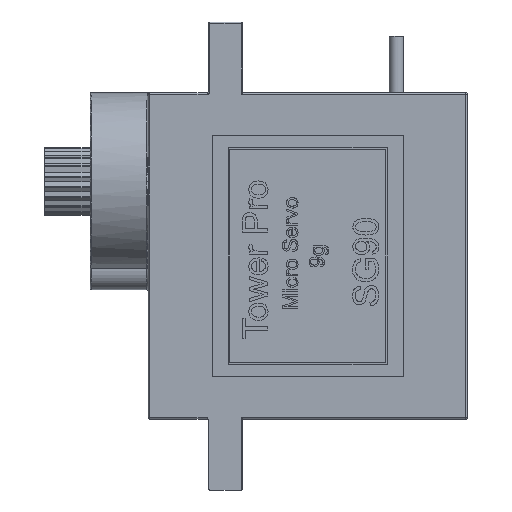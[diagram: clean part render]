
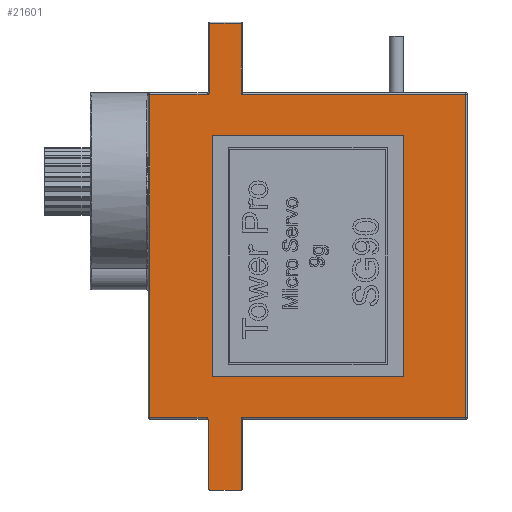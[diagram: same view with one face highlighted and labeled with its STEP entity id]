
A CAD part, left-side view. The second image highlights one B-rep face of the part: STEP entity #21601.
In plain terms, the highlighted planar face has unit normal (-1, 0, 0).
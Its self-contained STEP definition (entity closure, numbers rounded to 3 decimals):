
#166=FACE_BOUND('',#5555,.T.);
#258=PLANE('',#22955);
#767=LINE('',#27635,#2490);
#768=LINE('',#27710,#2491);
#783=LINE('',#28305,#2506);
#785=LINE('',#28308,#2508);
#805=LINE('',#28588,#2528);
#807=LINE('',#28591,#2530);
#813=LINE('',#28619,#2536);
#822=LINE('',#28654,#2545);
#887=LINE('',#28948,#2610);
#889=LINE('',#28951,#2612);
#896=LINE('',#28963,#2619);
#900=LINE('',#28970,#2623);
#908=LINE('',#28986,#2631);
#911=LINE('',#28991,#2634);
#912=LINE('',#28993,#2635);
#913=LINE('',#28997,#2636);
#914=LINE('',#28999,#2637);
#915=LINE('',#29001,#2638);
#916=LINE('',#29002,#2639);
#2490=VECTOR('',#23463,10.);
#2491=VECTOR('',#23468,10.);
#2506=VECTOR('',#23595,10.);
#2508=VECTOR('',#23599,10.);
#2528=VECTOR('',#23705,10.);
#2530=VECTOR('',#23709,10.);
#2536=VECTOR('',#23723,10.);
#2545=VECTOR('',#23744,10.);
#2610=VECTOR('',#23959,10.);
#2612=VECTOR('',#23963,10.);
#2619=VECTOR('',#23976,10.);
#2623=VECTOR('',#23986,10.);
#2631=VECTOR('',#24000,10.);
#2634=VECTOR('',#24005,10.);
#2635=VECTOR('',#24006,10.);
#2636=VECTOR('',#24009,10.);
#2637=VECTOR('',#24010,10.);
#2638=VECTOR('',#24011,10.);
#2639=VECTOR('',#24012,10.);
#4313=FACE_OUTER_BOUND('',#5554,.T.);
#5554=EDGE_LOOP('',(#14513,#14514,#14515,#14516,#14517,#14518,#14519,#14520,
#14521,#14522,#14523,#14524,#14525,#14526,#14527,#14528,#14529,#14530));
#5555=EDGE_LOOP('',(#14531,#14532,#14533,#14534));
#6815=CIRCLE('',#22794,0.2);
#6895=CIRCLE('',#22956,0.1);
#6970=B_SPLINE_CURVE_WITH_KNOTS('',3,(#28422,#28423,#28424,#28425,#28426,
#28427),.UNSPECIFIED.,.F.,.F.,(4,2,4),(0.051,0.058,
0.07),.UNSPECIFIED.);
#8444=VERTEX_POINT('',#27627);
#8445=VERTEX_POINT('',#27634);
#8447=VERTEX_POINT('',#27708);
#8459=VERTEX_POINT('',#28131);
#8465=VERTEX_POINT('',#28145);
#8476=VERTEX_POINT('',#28178);
#8478=VERTEX_POINT('',#28182);
#8483=VERTEX_POINT('',#28200);
#8491=VERTEX_POINT('',#28303);
#8502=VERTEX_POINT('',#28420);
#8503=VERTEX_POINT('',#28421);
#8523=VERTEX_POINT('',#28650);
#8608=VERTEX_POINT('',#28904);
#8615=VERTEX_POINT('',#28922);
#8621=VERTEX_POINT('',#28939);
#8624=VERTEX_POINT('',#28962);
#8629=VERTEX_POINT('',#28985);
#8631=VERTEX_POINT('',#28992);
#8632=VERTEX_POINT('',#28995);
#8633=VERTEX_POINT('',#28996);
#8634=VERTEX_POINT('',#28998);
#8635=VERTEX_POINT('',#29000);
#10675=EDGE_CURVE('',#8444,#8445,#767,.T.);
#10679=EDGE_CURVE('',#8447,#8444,#768,.T.);
#10720=EDGE_CURVE('',#8478,#8476,#6815,.T.);
#10742=EDGE_CURVE('',#8491,#8447,#783,.T.);
#10744=EDGE_CURVE('',#8445,#8483,#785,.T.);
#10762=EDGE_CURVE('',#8502,#8503,#6970,.T.);
#10794=EDGE_CURVE('',#8483,#8478,#805,.T.);
#10796=EDGE_CURVE('',#8476,#8465,#807,.T.);
#10804=EDGE_CURVE('',#8465,#8459,#813,.T.);
#10816=EDGE_CURVE('',#8459,#8523,#822,.T.);
#10933=EDGE_CURVE('',#8523,#8621,#887,.T.);
#10935=EDGE_CURVE('',#8621,#8615,#889,.T.);
#10942=EDGE_CURVE('',#8615,#8624,#896,.T.);
#10947=EDGE_CURVE('',#8624,#8608,#900,.T.);
#10955=EDGE_CURVE('',#8629,#8608,#908,.T.);
#10958=EDGE_CURVE('',#8503,#8491,#911,.T.);
#10959=EDGE_CURVE('',#8502,#8631,#912,.T.);
#10960=EDGE_CURVE('',#8629,#8631,#6895,.T.);
#10961=EDGE_CURVE('',#8632,#8633,#913,.T.);
#10962=EDGE_CURVE('',#8633,#8634,#914,.T.);
#10963=EDGE_CURVE('',#8634,#8635,#915,.T.);
#10964=EDGE_CURVE('',#8635,#8632,#916,.T.);
#14513=ORIENTED_EDGE('',*,*,#10742,.F.);
#14514=ORIENTED_EDGE('',*,*,#10958,.F.);
#14515=ORIENTED_EDGE('',*,*,#10762,.F.);
#14516=ORIENTED_EDGE('',*,*,#10959,.T.);
#14517=ORIENTED_EDGE('',*,*,#10960,.F.);
#14518=ORIENTED_EDGE('',*,*,#10955,.T.);
#14519=ORIENTED_EDGE('',*,*,#10947,.F.);
#14520=ORIENTED_EDGE('',*,*,#10942,.F.);
#14521=ORIENTED_EDGE('',*,*,#10935,.F.);
#14522=ORIENTED_EDGE('',*,*,#10933,.F.);
#14523=ORIENTED_EDGE('',*,*,#10816,.F.);
#14524=ORIENTED_EDGE('',*,*,#10804,.F.);
#14525=ORIENTED_EDGE('',*,*,#10796,.F.);
#14526=ORIENTED_EDGE('',*,*,#10720,.F.);
#14527=ORIENTED_EDGE('',*,*,#10794,.F.);
#14528=ORIENTED_EDGE('',*,*,#10744,.F.);
#14529=ORIENTED_EDGE('',*,*,#10675,.F.);
#14530=ORIENTED_EDGE('',*,*,#10679,.F.);
#14531=ORIENTED_EDGE('',*,*,#10961,.T.);
#14532=ORIENTED_EDGE('',*,*,#10962,.T.);
#14533=ORIENTED_EDGE('',*,*,#10963,.T.);
#14534=ORIENTED_EDGE('',*,*,#10964,.T.);
#21601=ADVANCED_FACE('',(#4313,#166),#258,.T.);
#22794=AXIS2_PLACEMENT_3D('',#28184,#23545,#23546);
#22955=AXIS2_PLACEMENT_3D('',#28990,#24003,#24004);
#22956=AXIS2_PLACEMENT_3D('',#28994,#24007,#24008);
#23463=DIRECTION('',(0.,0.,1.));
#23468=DIRECTION('',(0.,0.,1.));
#23545=DIRECTION('center_axis',(-1.,0.,0.));
#23546=DIRECTION('ref_axis',(0.,-0.707,-0.707));
#23595=DIRECTION('',(0.,0.,1.));
#23599=DIRECTION('',(0.,0.,1.));
#23705=DIRECTION('',(0.,-1.,0.));
#23709=DIRECTION('',(0.,0.,1.));
#23723=DIRECTION('',(0.,-1.,0.));
#23744=DIRECTION('',(0.,0.,-1.));
#23959=DIRECTION('',(0.,-1.,0.));
#23963=DIRECTION('',(0.,0.,-1.));
#23976=DIRECTION('',(0.,1.,0.));
#23986=DIRECTION('',(0.,0.,-1.));
#24000=DIRECTION('',(0.,-1.,0.));
#24003=DIRECTION('center_axis',(-1.,0.,0.));
#24004=DIRECTION('ref_axis',(0.,0.,1.));
#24005=DIRECTION('',(0.,1.,0.));
#24006=DIRECTION('',(0.,0.,-1.));
#24007=DIRECTION('center_axis',(1.,0.,0.));
#24008=DIRECTION('ref_axis',(0.,0.707,-0.707));
#24009=DIRECTION('',(0.,1.,0.));
#24010=DIRECTION('',(0.,0.,1.));
#24011=DIRECTION('',(0.,-1.,0.));
#24012=DIRECTION('',(0.,0.,-1.));
#27627=CARTESIAN_POINT('',(-6.25,22.4,5.25));
#27634=CARTESIAN_POINT('',(-6.25,22.4,6.931));
#27635=CARTESIAN_POINT('',(-6.25,22.4,5.25));
#27708=CARTESIAN_POINT('',(-6.25,22.4,3.569));
#27710=CARTESIAN_POINT('',(-6.25,22.4,5.25));
#28131=CARTESIAN_POINT('',(-6.25,15.95,16.4));
#28145=CARTESIAN_POINT('',(-6.25,18.15,16.4));
#28178=CARTESIAN_POINT('',(-6.25,18.15,11.6));
#28182=CARTESIAN_POINT('',(-6.25,18.35,11.4));
#28184=CARTESIAN_POINT('Origin',(-6.25,18.35,11.6));
#28200=CARTESIAN_POINT('',(-6.25,22.4,11.4));
#28303=CARTESIAN_POINT('',(-6.25,22.4,-11.4));
#28305=CARTESIAN_POINT('',(-6.25,22.4,-5.75));
#28308=CARTESIAN_POINT('',(-6.25,22.4,-5.75));
#28420=CARTESIAN_POINT('',(-6.25,18.25,-11.573));
#28421=CARTESIAN_POINT('',(-6.25,18.35,-11.4));
#28422=CARTESIAN_POINT('Ctrl Pts',(-6.25,18.25,-11.573));
#28423=CARTESIAN_POINT('Ctrl Pts',(-6.25,18.25,-11.548));
#28424=CARTESIAN_POINT('Ctrl Pts',(-6.25,18.259,-11.518));
#28425=CARTESIAN_POINT('Ctrl Pts',(-6.25,18.29,-11.462));
#28426=CARTESIAN_POINT('Ctrl Pts',(-6.25,18.322,-11.428));
#28427=CARTESIAN_POINT('Ctrl Pts',(-6.25,18.35,-11.4));
#28588=CARTESIAN_POINT('',(-6.25,16.875,11.4));
#28591=CARTESIAN_POINT('',(-6.25,18.15,5.75));
#28619=CARTESIAN_POINT('',(-6.25,14.75,16.4));
#28650=CARTESIAN_POINT('',(-6.25,15.95,11.4));
#28654=CARTESIAN_POINT('',(-6.25,15.95,8.25));
#28904=CARTESIAN_POINT('',(-6.25,15.95,-16.5));
#28922=CARTESIAN_POINT('',(-6.25,0.1,-11.4));
#28939=CARTESIAN_POINT('',(-6.25,0.1,11.4));
#28948=CARTESIAN_POINT('',(-6.25,13.55,11.4));
#28951=CARTESIAN_POINT('',(-6.25,0.1,5.75));
#28962=CARTESIAN_POINT('',(-6.25,15.95,-11.4));
#28963=CARTESIAN_POINT('',(-6.25,5.625,-11.4));
#28970=CARTESIAN_POINT('',(-6.25,15.95,-5.75));
#28985=CARTESIAN_POINT('',(-6.25,18.15,-16.5));
#28986=CARTESIAN_POINT('',(-6.25,18.25,-16.5));
#28990=CARTESIAN_POINT('Origin',(-6.25,11.25,0.));
#28991=CARTESIAN_POINT('',(-6.25,14.75,-11.4));
#28992=CARTESIAN_POINT('',(-6.25,18.25,-16.4));
#28993=CARTESIAN_POINT('',(-6.25,18.25,-11.5));
#28994=CARTESIAN_POINT('Origin',(-6.25,18.15,-16.4));
#28995=CARTESIAN_POINT('',(-6.25,4.5,-8.5));
#28996=CARTESIAN_POINT('',(-6.25,18.,-8.5));
#28997=CARTESIAN_POINT('',(-6.25,14.625,-8.5));
#28998=CARTESIAN_POINT('',(-6.25,18.,8.5));
#28999=CARTESIAN_POINT('',(-6.25,18.,4.25));
#29000=CARTESIAN_POINT('',(-6.25,4.5,8.5));
#29001=CARTESIAN_POINT('',(-6.25,7.875,8.5));
#29002=CARTESIAN_POINT('',(-6.25,4.5,-4.25));
